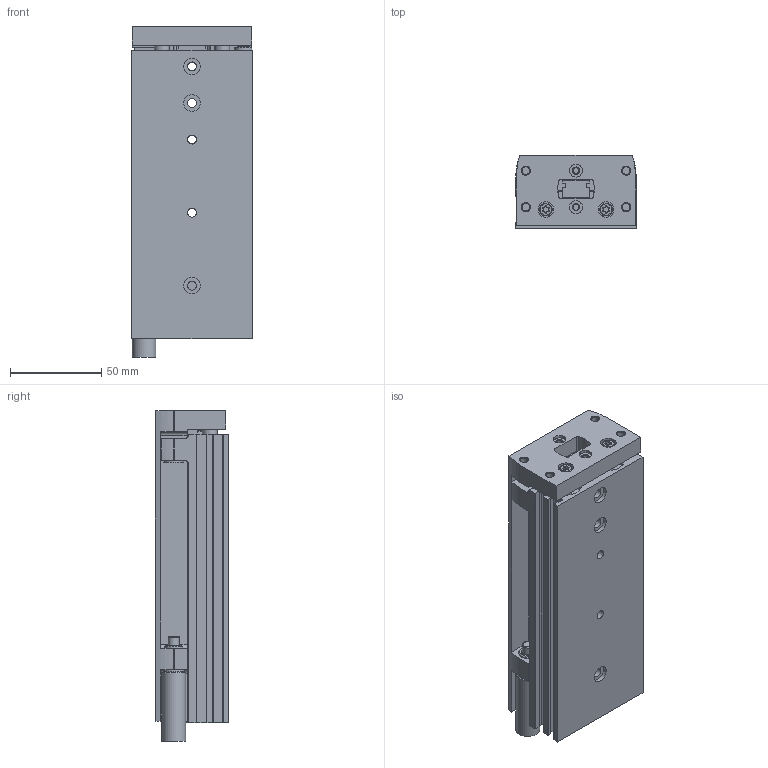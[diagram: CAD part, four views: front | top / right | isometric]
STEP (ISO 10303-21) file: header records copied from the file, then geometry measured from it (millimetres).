
FILE_DESCRIPTION(/* description */ ('STEP AP214'),/* implementation_level */ '2;1');
FILE_NAME(/* name */ '8085180_DGST-16-100-Y12A',/* time_stamp */ '2024-08-15T07:55:29+02:00',/* author */ ('License CC BY-ND 4.0'),/* organization */ ('CADENAS'),/* preprocessor_version */ 'ST-DEVELOPER v19.3',/* originating_system */ 'PARTsolutions',/* authorisation */ ' ');
FILE_SCHEMA (('AUTOMOTIVE_DESIGN {1 0 10303 214 3 1 1}'));
Length unit declared in the file: millimetre
Products named in the file (6): 8085180 DGST-16-100-Y12A---(0-high); 8073895 DGST-16-100---Y12---(mechanical-high)h; 8073895 DGST-16-100---(mechanical-high)s; 8074427 DYEF-G8-M10x1; 4646947 DYSS-7-5-Y1F---(1_0_0); 4646947 DYSS-7-5-Y1F---(2_0_0)
Assembly tree (6 placements, depth 2):
  8085180 DGST-16-100-Y12A---(0-high)
    8073895 DGST-16-100---Y12---(mechanical-high)h
    8073895 DGST-16-100---(mechanical-high)s
    8074427 DYEF-G8-M10x1  x2
    4646947 DYSS-7-5-Y1F---(1_0_0)
    4646947 DYSS-7-5-Y1F---(2_0_0)
Bounding box: 66 x 40 x 180.85 mm (x, y, z)
Volume: 335467.8 mm3; surface area: 110801.6 mm2
Topology: 6 solids, 6 shells, 562 faces, 1296 edges, 838 vertices
Faces by surface type: cylinder 254, plane 242, cone 51, torus 15
Full cylindrical faces by diameter (mm): 3 x2, 3.242 x4, 4.134 x12, 4.917 x5, 5 x3, 6 x10, 6.5 x2, 7 x10, 7.2 x1, 7.3 x2, 8 x4, 8.1 x2, 8.5 x2, 8.6 x2, 8.917 x4, 9 x3, 9.5 x6, 10 x6, 10.1 x2, 11 x2, 11.5 x2, 13 x2, 16 x6
Entity records: 16501 total; most frequent: DIRECTION 2750, CARTESIAN_POINT 2524, ORIENTED_EDGE 2220, EDGE_CURVE 1110, AXIS2_PLACEMENT_3D 1108, VERTEX_POINT 812, EDGE_LOOP 796, FACE_BOUND 796
